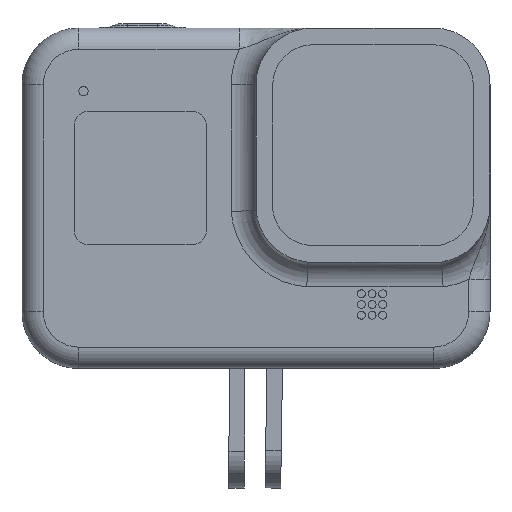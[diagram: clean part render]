
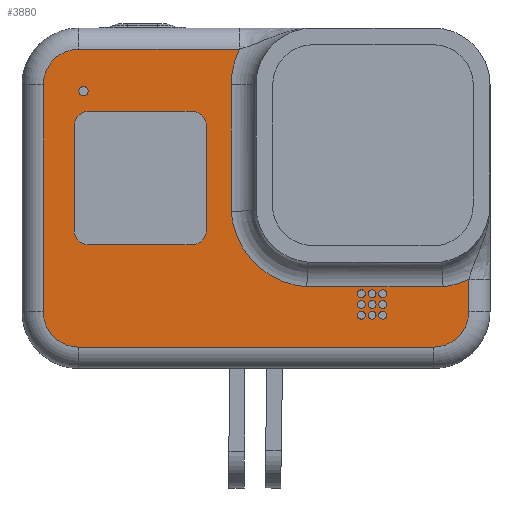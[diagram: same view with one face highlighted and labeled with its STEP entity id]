
A CAD part, top view. The second image highlights one B-rep face of the part: STEP entity #3880.
In plain terms, the highlighted planar face has unit normal (0, 0, 1).
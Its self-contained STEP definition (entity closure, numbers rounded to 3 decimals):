
#116=FACE_BOUND('',#843,.T.);
#117=FACE_BOUND('',#844,.T.);
#118=FACE_BOUND('',#845,.T.);
#119=FACE_BOUND('',#846,.T.);
#120=FACE_BOUND('',#847,.T.);
#121=FACE_BOUND('',#848,.T.);
#122=FACE_BOUND('',#849,.T.);
#123=FACE_BOUND('',#850,.T.);
#124=FACE_BOUND('',#851,.T.);
#229=CIRCLE('',#4255,0.562);
#231=CIRCLE('',#4259,0.562);
#233=CIRCLE('',#4263,0.562);
#235=CIRCLE('',#4267,0.562);
#237=CIRCLE('',#4271,0.562);
#239=CIRCLE('',#4275,0.562);
#241=CIRCLE('',#4279,0.562);
#243=CIRCLE('',#4283,0.562);
#244=CIRCLE('',#4285,0.562);
#267=CIRCLE('',#4320,5.);
#270=CIRCLE('',#4325,5.);
#274=CIRCLE('',#4331,5.);
#277=CIRCLE('',#4336,11.5);
#278=CIRCLE('',#4340,11.5);
#279=CIRCLE('',#4341,11.5);
#599=FACE_OUTER_BOUND('',#842,.T.);
#842=EDGE_LOOP('',(#3067,#3068,#3069,#3070,#3071,#3072,#3073,#3074,#3075,
#3076,#3077,#3078));
#843=EDGE_LOOP('',(#3079));
#844=EDGE_LOOP('',(#3080));
#845=EDGE_LOOP('',(#3081));
#846=EDGE_LOOP('',(#3082));
#847=EDGE_LOOP('',(#3083));
#848=EDGE_LOOP('',(#3084));
#849=EDGE_LOOP('',(#3085));
#850=EDGE_LOOP('',(#3086));
#851=EDGE_LOOP('',(#3087));
#1113=LINE('',#6433,#1431);
#1114=LINE('',#6442,#1432);
#1116=LINE('',#6452,#1434);
#1118=LINE('',#6464,#1436);
#1123=LINE('',#6646,#1441);
#1124=LINE('',#6650,#1442);
#1431=VECTOR('',#5155,10.);
#1432=VECTOR('',#5168,10.);
#1434=VECTOR('',#5180,10.);
#1436=VECTOR('',#5194,10.);
#1441=VECTOR('',#5211,10.);
#1442=VECTOR('',#5214,10.);
#1749=VERTEX_POINT('',#6279);
#1751=VERTEX_POINT('',#6286);
#1753=VERTEX_POINT('',#6293);
#1755=VERTEX_POINT('',#6300);
#1757=VERTEX_POINT('',#6307);
#1759=VERTEX_POINT('',#6314);
#1761=VERTEX_POINT('',#6321);
#1763=VERTEX_POINT('',#6328);
#1764=VERTEX_POINT('',#6332);
#1783=VERTEX_POINT('',#6430);
#1784=VERTEX_POINT('',#6432);
#1785=VERTEX_POINT('',#6436);
#1786=VERTEX_POINT('',#6440);
#1787=VERTEX_POINT('',#6444);
#1788=VERTEX_POINT('',#6448);
#1790=VERTEX_POINT('',#6454);
#1792=VERTEX_POINT('',#6460);
#1799=VERTEX_POINT('',#6620);
#1802=VERTEX_POINT('',#6645);
#1803=VERTEX_POINT('',#6647);
#1804=VERTEX_POINT('',#6649);
#2180=EDGE_CURVE('',#1749,#1749,#229,.T.);
#2183=EDGE_CURVE('',#1751,#1751,#231,.T.);
#2186=EDGE_CURVE('',#1753,#1753,#233,.T.);
#2189=EDGE_CURVE('',#1755,#1755,#235,.T.);
#2192=EDGE_CURVE('',#1757,#1757,#237,.T.);
#2195=EDGE_CURVE('',#1759,#1759,#239,.T.);
#2198=EDGE_CURVE('',#1761,#1761,#241,.T.);
#2201=EDGE_CURVE('',#1763,#1763,#243,.T.);
#2203=EDGE_CURVE('',#1764,#1764,#244,.T.);
#2236=EDGE_CURVE('',#1783,#1784,#1113,.T.);
#2239=EDGE_CURVE('',#1784,#1785,#267,.T.);
#2241=EDGE_CURVE('',#1785,#1786,#1114,.T.);
#2243=EDGE_CURVE('',#1786,#1787,#270,.T.);
#2246=EDGE_CURVE('',#1787,#1788,#1116,.T.);
#2249=EDGE_CURVE('',#1788,#1790,#274,.T.);
#2252=EDGE_CURVE('',#1790,#1792,#1118,.T.);
#2261=EDGE_CURVE('',#1799,#1783,#277,.T.);
#2266=EDGE_CURVE('',#1802,#1799,#1123,.T.);
#2267=EDGE_CURVE('',#1803,#1802,#278,.T.);
#2268=EDGE_CURVE('',#1804,#1803,#1124,.T.);
#2269=EDGE_CURVE('',#1792,#1804,#279,.T.);
#3067=ORIENTED_EDGE('',*,*,#2252,.F.);
#3068=ORIENTED_EDGE('',*,*,#2249,.F.);
#3069=ORIENTED_EDGE('',*,*,#2246,.F.);
#3070=ORIENTED_EDGE('',*,*,#2243,.F.);
#3071=ORIENTED_EDGE('',*,*,#2241,.F.);
#3072=ORIENTED_EDGE('',*,*,#2239,.F.);
#3073=ORIENTED_EDGE('',*,*,#2236,.F.);
#3074=ORIENTED_EDGE('',*,*,#2261,.F.);
#3075=ORIENTED_EDGE('',*,*,#2266,.F.);
#3076=ORIENTED_EDGE('',*,*,#2267,.F.);
#3077=ORIENTED_EDGE('',*,*,#2268,.F.);
#3078=ORIENTED_EDGE('',*,*,#2269,.F.);
#3079=ORIENTED_EDGE('',*,*,#2180,.T.);
#3080=ORIENTED_EDGE('',*,*,#2183,.T.);
#3081=ORIENTED_EDGE('',*,*,#2186,.T.);
#3082=ORIENTED_EDGE('',*,*,#2189,.T.);
#3083=ORIENTED_EDGE('',*,*,#2192,.T.);
#3084=ORIENTED_EDGE('',*,*,#2195,.T.);
#3085=ORIENTED_EDGE('',*,*,#2198,.T.);
#3086=ORIENTED_EDGE('',*,*,#2201,.T.);
#3087=ORIENTED_EDGE('',*,*,#2203,.T.);
#3698=PLANE('',#4339);
#3880=ADVANCED_FACE('',(#599,#116,#117,#118,#119,#120,#121,#122,#123,#124),
#3698,.T.);
#4255=AXIS2_PLACEMENT_3D('',#6280,#5011,#5012);
#4259=AXIS2_PLACEMENT_3D('',#6287,#5020,#5021);
#4263=AXIS2_PLACEMENT_3D('',#6294,#5029,#5030);
#4267=AXIS2_PLACEMENT_3D('',#6301,#5038,#5039);
#4271=AXIS2_PLACEMENT_3D('',#6308,#5047,#5048);
#4275=AXIS2_PLACEMENT_3D('',#6315,#5056,#5057);
#4279=AXIS2_PLACEMENT_3D('',#6322,#5065,#5066);
#4283=AXIS2_PLACEMENT_3D('',#6329,#5074,#5075);
#4285=AXIS2_PLACEMENT_3D('',#6333,#5079,#5080);
#4320=AXIS2_PLACEMENT_3D('',#6438,#5162,#5163);
#4325=AXIS2_PLACEMENT_3D('',#6446,#5173,#5174);
#4331=AXIS2_PLACEMENT_3D('',#6458,#5187,#5188);
#4336=AXIS2_PLACEMENT_3D('',#6635,#5199,#5200);
#4339=AXIS2_PLACEMENT_3D('',#6644,#5209,#5210);
#4340=AXIS2_PLACEMENT_3D('',#6648,#5212,#5213);
#4341=AXIS2_PLACEMENT_3D('',#6651,#5215,#5216);
#5011=DIRECTION('center_axis',(0.,0.,-1.));
#5012=DIRECTION('ref_axis',(-1.,0.,0.));
#5020=DIRECTION('center_axis',(0.,0.,-1.));
#5021=DIRECTION('ref_axis',(-1.,0.,0.));
#5029=DIRECTION('center_axis',(0.,0.,-1.));
#5030=DIRECTION('ref_axis',(-1.,0.,0.));
#5038=DIRECTION('center_axis',(0.,0.,-1.));
#5039=DIRECTION('ref_axis',(-1.,0.,0.));
#5047=DIRECTION('center_axis',(0.,0.,-1.));
#5048=DIRECTION('ref_axis',(-1.,0.,0.));
#5056=DIRECTION('center_axis',(0.,0.,-1.));
#5057=DIRECTION('ref_axis',(-1.,0.,0.));
#5065=DIRECTION('center_axis',(0.,0.,-1.));
#5066=DIRECTION('ref_axis',(-1.,0.,0.));
#5074=DIRECTION('center_axis',(0.,0.,-1.));
#5075=DIRECTION('ref_axis',(-1.,0.,0.));
#5079=DIRECTION('center_axis',(0.,0.,-1.));
#5080=DIRECTION('ref_axis',(-1.,0.,0.));
#5155=DIRECTION('',(0.,-1.,0.));
#5162=DIRECTION('center_axis',(0.,0.,-1.));
#5163=DIRECTION('ref_axis',(0.707,-0.707,0.));
#5168=DIRECTION('',(-1.,0.,0.));
#5173=DIRECTION('center_axis',(0.,0.,-1.));
#5174=DIRECTION('ref_axis',(-0.707,-0.707,0.));
#5180=DIRECTION('',(0.,1.,0.));
#5187=DIRECTION('center_axis',(0.,0.,-1.));
#5188=DIRECTION('ref_axis',(-0.707,0.707,0.));
#5194=DIRECTION('',(1.,0.,0.));
#5199=DIRECTION('center_axis',(0.,0.,1.));
#5200=DIRECTION('ref_axis',(0.756,-0.654,0.));
#5209=DIRECTION('center_axis',(0.,0.,1.));
#5210=DIRECTION('ref_axis',(-1.,0.,0.));
#5211=DIRECTION('',(1.,0.,0.));
#5212=DIRECTION('center_axis',(0.,0.,1.));
#5213=DIRECTION('ref_axis',(-0.706,-0.708,0.));
#5214=DIRECTION('',(0.,-1.,0.));
#5215=DIRECTION('center_axis',(0.,0.,1.));
#5216=DIRECTION('ref_axis',(-0.707,0.707,0.));
#6279=CARTESIAN_POINT('',(18.431,-16.488,24.));
#6280=CARTESIAN_POINT('Origin',(17.869,-16.488,24.));
#6286=CARTESIAN_POINT('',(15.431,-13.488,24.));
#6287=CARTESIAN_POINT('Origin',(14.869,-13.488,24.));
#6293=CARTESIAN_POINT('',(16.931,-13.488,24.));
#6294=CARTESIAN_POINT('Origin',(16.369,-13.488,24.));
#6300=CARTESIAN_POINT('',(18.431,-14.988,24.));
#6301=CARTESIAN_POINT('Origin',(17.869,-14.988,24.));
#6307=CARTESIAN_POINT('',(16.931,-16.488,24.));
#6308=CARTESIAN_POINT('Origin',(16.369,-16.488,24.));
#6314=CARTESIAN_POINT('',(15.431,-14.988,24.));
#6315=CARTESIAN_POINT('Origin',(14.869,-14.988,24.));
#6321=CARTESIAN_POINT('',(18.431,-13.488,24.));
#6322=CARTESIAN_POINT('Origin',(17.869,-13.488,24.));
#6328=CARTESIAN_POINT('',(16.931,-14.988,24.));
#6329=CARTESIAN_POINT('Origin',(16.369,-14.988,24.));
#6332=CARTESIAN_POINT('',(15.431,-16.488,24.));
#6333=CARTESIAN_POINT('Origin',(14.869,-16.488,24.));
#6430=CARTESIAN_POINT('',(30.,-11.429,24.));
#6432=CARTESIAN_POINT('',(30.,-16.,24.));
#6433=CARTESIAN_POINT('',(30.,-12.,24.));
#6436=CARTESIAN_POINT('',(25.,-21.,24.));
#6438=CARTESIAN_POINT('Origin',(25.,-16.,24.));
#6440=CARTESIAN_POINT('',(-25.,-21.,24.));
#6442=CARTESIAN_POINT('',(-16.5,-21.,24.));
#6444=CARTESIAN_POINT('',(-30.,-16.,24.));
#6446=CARTESIAN_POINT('Origin',(-25.,-16.,24.));
#6448=CARTESIAN_POINT('',(-30.,16.,24.));
#6452=CARTESIAN_POINT('',(-30.,12.,24.));
#6454=CARTESIAN_POINT('',(-25.,21.,24.));
#6458=CARTESIAN_POINT('Origin',(-25.,16.,24.));
#6460=CARTESIAN_POINT('',(-2.356,21.,24.));
#6464=CARTESIAN_POINT('',(16.5,21.,24.));
#6620=CARTESIAN_POINT('',(26.389,-12.5,24.));
#6635=CARTESIAN_POINT('Origin',(24.97,-1.088,24.));
#6644=CARTESIAN_POINT('Origin',(0.,0.,24.));
#6645=CARTESIAN_POINT('',(7.167,-12.5,24.));
#6646=CARTESIAN_POINT('',(3.65,-12.5,24.));
#6647=CARTESIAN_POINT('',(-3.5,-1.857,24.));
#6648=CARTESIAN_POINT('Origin',(7.97,-1.028,24.));
#6649=CARTESIAN_POINT('',(-3.5,16.,24.));
#6650=CARTESIAN_POINT('',(-3.5,8.,24.));
#6651=CARTESIAN_POINT('Origin',(8.,16.,24.));
